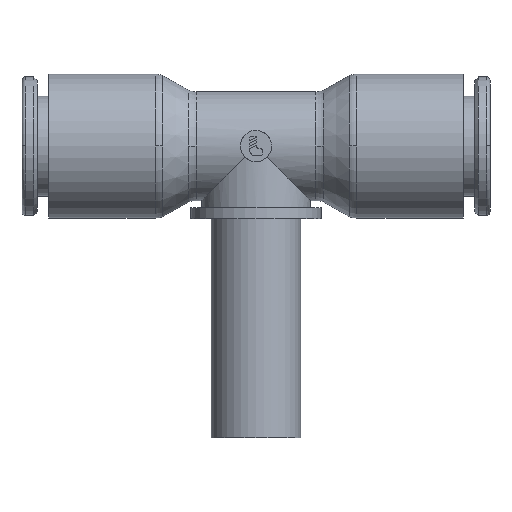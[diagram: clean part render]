
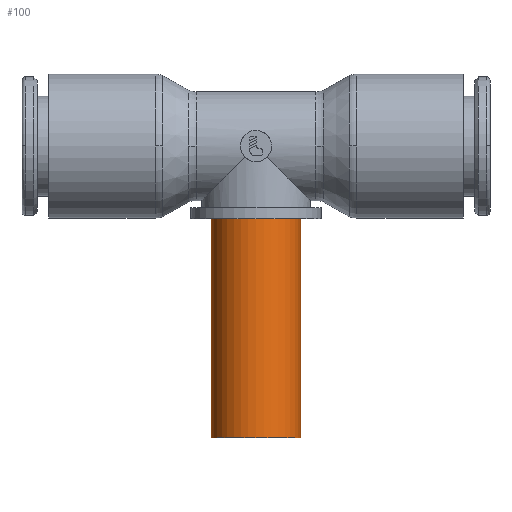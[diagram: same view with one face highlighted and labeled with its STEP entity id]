
A CAD part, top view. The second image highlights one B-rep face of the part: STEP entity #100.
In plain terms, the highlighted cylindrical face has radius 5 mm (diameter 10 mm), a partial arc.
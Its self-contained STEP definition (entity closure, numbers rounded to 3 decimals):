
#100=ADVANCED_FACE('',(#239),#240,.T.);
#239=FACE_OUTER_BOUND('',#408,.T.);
#240=CYLINDRICAL_SURFACE('',#409,5.0);
#408=EDGE_LOOP('',(#905,#906,#907,#908));
#409=AXIS2_PLACEMENT_3D('',#909,#910,#911);
#905=ORIENTED_EDGE('',*,*,#1167,.T.);
#906=ORIENTED_EDGE('',*,*,#1270,.T.);
#907=ORIENTED_EDGE('',*,*,#1169,.T.);
#908=ORIENTED_EDGE('',*,*,#1271,.F.);
#909=CARTESIAN_POINT('',(0.0,16.325,0.0));
#910=DIRECTION('',(-0.0,1.0,0.0));
#911=DIRECTION('',(1.0,0.0,0.0));
#1167=EDGE_CURVE('',#1428,#1429,#1430,.T.);
#1169=EDGE_CURVE('',#1433,#1431,#1434,.T.);
#1270=EDGE_CURVE('',#1429,#1433,#1599,.T.);
#1271=EDGE_CURVE('',#1428,#1431,#1600,.T.);
#1428=VERTEX_POINT('',#1779);
#1429=VERTEX_POINT('',#1780);
#1430=LINE('',#1781,#1782);
#1431=VERTEX_POINT('',#1783);
#1433=VERTEX_POINT('',#1785);
#1434=LINE('',#1786,#1787);
#1599=CIRCLE('',#2167,5.0);
#1600=CIRCLE('',#2168,5.0);
#1779=CARTESIAN_POINT('',(5.0,0.0,0.0));
#1780=CARTESIAN_POINT('',(5.0,24.5,0.));
#1781=CARTESIAN_POINT('',(5.0,16.325,0.));
#1782=VECTOR('',#2369,1.0);
#1783=CARTESIAN_POINT('',(-5.0,0.0,0.));
#1785=CARTESIAN_POINT('',(-5.0,24.5,0.));
#1786=CARTESIAN_POINT('',(-5.0,16.325,0.));
#1787=VECTOR('',#2373,1.0);
#2167=AXIS2_PLACEMENT_3D('',#2537,#2538,#2539);
#2168=AXIS2_PLACEMENT_3D('',#2540,#2541,#2542);
#2369=DIRECTION('',(0.0,1.0,0.0));
#2373=DIRECTION('',(-0.0,-1.0,-0.0));
#2537=CARTESIAN_POINT('',(0.0,24.5,0.0));
#2538=DIRECTION('',(0.0,-1.0,0.0));
#2539=DIRECTION('',(1.0,0.0,0.0));
#2540=CARTESIAN_POINT('',(0.0,0.0,0.0));
#2541=DIRECTION('',(0.0,-1.0,0.0));
#2542=DIRECTION('',(1.0,0.0,0.0));
